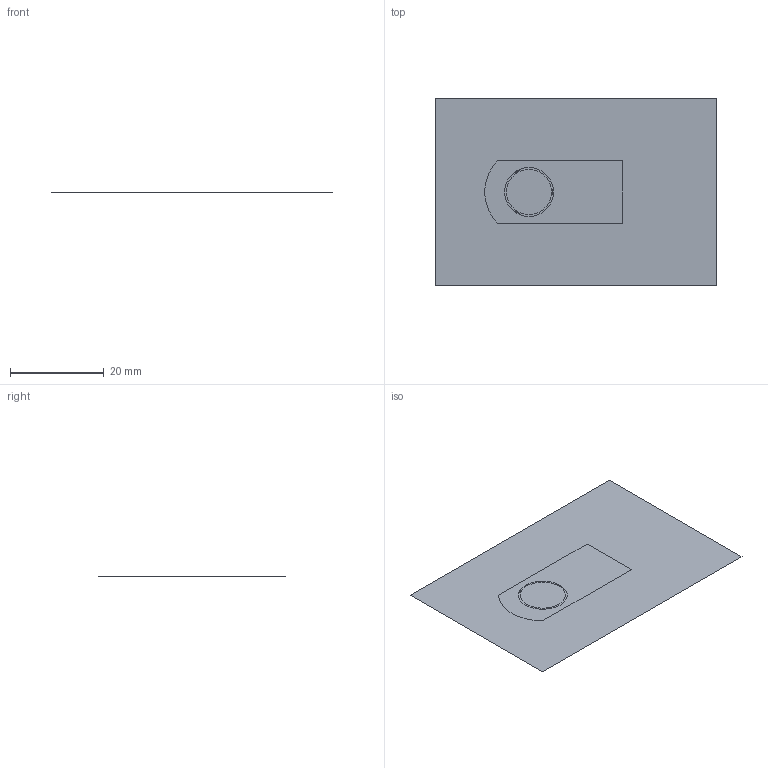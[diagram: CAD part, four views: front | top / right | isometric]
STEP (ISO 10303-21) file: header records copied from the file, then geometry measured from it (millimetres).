
FILE_DESCRIPTION(('HOOPS Exchange Step'),'2;1');
FILE_NAME('6532eaba-a2ea-468d-91d1-8bdf7a276286.stp','2025-07-21T16:12:22+02:00',('Michał'),('Unknown organisation'),'HOOPS Exchange 2024.6','HOOPS Exchange','Unknown authorisation');
FILE_SCHEMA( ('AUTOMOTIVE_DESIGN { 1 0 10303 214 1 1 1 1 }') );
Length unit declared in the file: millimetre
Products named in the file (1): 6532eaba-a2ea-468d-91d1-8bdf7a276286
Bounding box: 60 x 40 x 0 mm (x, y, z)
Surface area: 2780.7 mm2 (no closed solid volume)
Topology: 0 solids, 4 shells, 4 faces, 1155 edges, 1155 vertices
Faces by surface type: plane 4
Entity records: 9329 total; most frequent: CARTESIAN_POINT 2315, DIRECTION 1170, VERTEX_POINT 1155, EDGE_CURVE 1155, ORIENTED_EDGE 1155, VECTOR 1150, LINE 1150, AXIS2_PLACEMENT_3D 10
